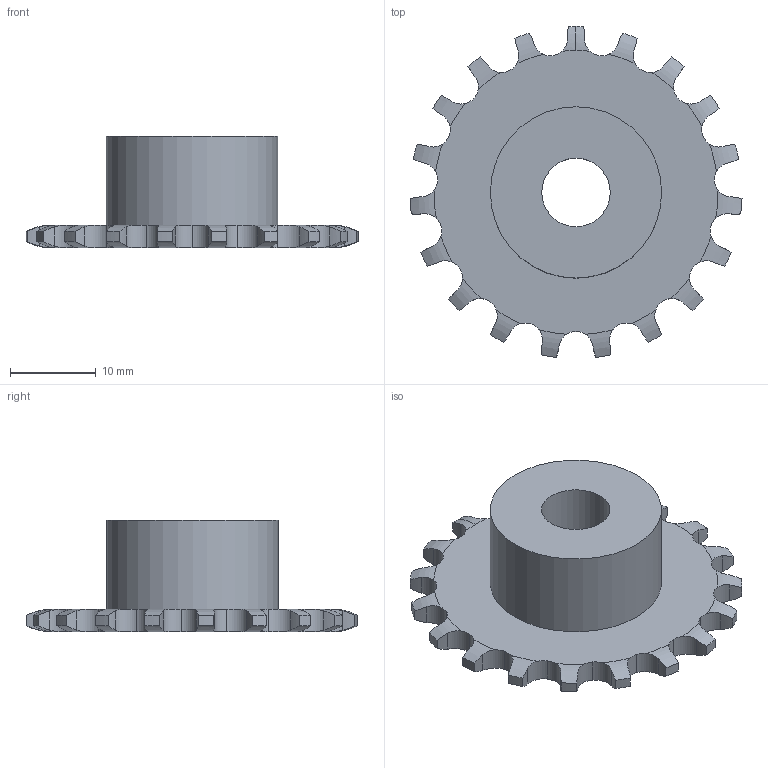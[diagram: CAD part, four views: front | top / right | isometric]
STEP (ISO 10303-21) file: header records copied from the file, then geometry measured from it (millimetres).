
FILE_DESCRIPTION(('FreeCAD Model'),'2;1');
FILE_NAME('Open CASCADE Shape Model','2021-02-25T15:52:41',( 'Simone Bignetti'),(''),'Open CASCADE STEP processor 7.4','FreeCAD', 'Unknown');
FILE_SCHEMA(('AUTOMOTIVE_DESIGN { 1 0 10303 214 1 1 1 1 }'));
Length unit declared in the file: millimetre
Products named in the file (1): Hole
Bounding box: 38.77 x 38.66 x 13 mm (x, y, z)
Volume: 5087.3 mm3; surface area: 3235.9 mm2
Topology: 1 solids, 1 shells, 140 faces, 411 edges, 274 vertices
Faces by surface type: cylinder 97, revolution 40, plane 3
Full cylindrical faces by diameter (mm): 8 x1, 20 x1
Entity records: 15404 total; most frequent: CARTESIAN_POINT 8014, DIRECTION 1163, ORIENTED_EDGE 822, PCURVE 822, DEFINITIONAL_REPRESENTATION 822, B_SPLINE_CURVE_WITH_KNOTS 494, LINE 457, VECTOR 457
